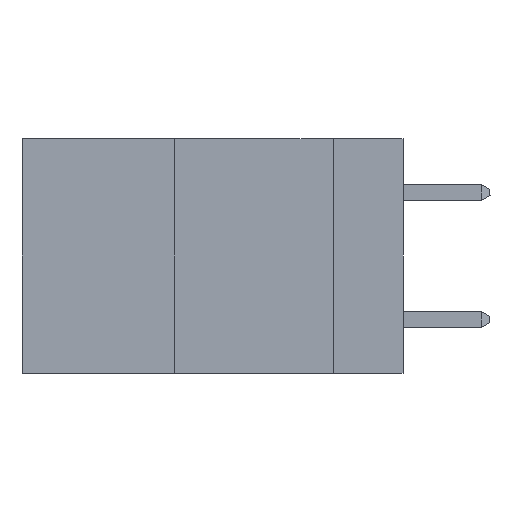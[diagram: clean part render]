
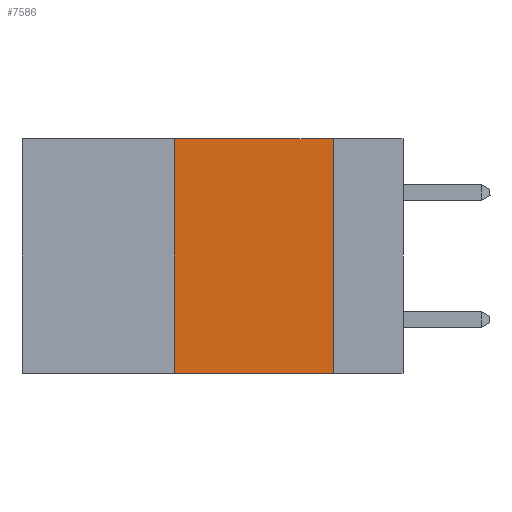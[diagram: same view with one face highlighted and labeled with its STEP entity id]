
A CAD part, left-side view. The second image highlights one B-rep face of the part: STEP entity #7586.
In plain terms, the highlighted planar face has unit normal (-1, 0, 0).
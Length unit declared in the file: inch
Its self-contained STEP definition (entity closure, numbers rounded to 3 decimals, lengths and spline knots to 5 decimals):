
#231 = VERTEX_POINT ( 'NONE', #5930 ) ;
#1506 = CARTESIAN_POINT ( 'NONE',  ( 0., 0.11, -0.37 ) ) ;
#2639 = EDGE_CURVE ( 'NONE', #12877, #11172, #17539, .T. ) ;
#2907 = LINE ( 'NONE', #5942, #3489 ) ;
#3030 = CARTESIAN_POINT ( 'NONE',  ( 0., 0.6, 0. ) ) ;
#3104 = ORIENTED_EDGE ( 'NONE', *, *, #17890, .F. ) ;
#3489 = VECTOR ( 'NONE', #8769, 39.37008 ) ;
#3722 = DIRECTION ( 'NONE',  ( 0., -1., 0. ) ) ;
#3853 = AXIS2_PLACEMENT_3D ( 'NONE', #3030, #4693, #17870 ) ;
#3949 = CARTESIAN_POINT ( 'NONE',  ( 0., 0.36, 0. ) ) ;
#4693 = DIRECTION ( 'NONE',  ( 1., 0., 0. ) ) ;
#4784 = ORIENTED_EDGE ( 'NONE', *, *, #4849, .F. ) ;
#4849 = EDGE_CURVE ( 'NONE', #13005, #11172, #2907, .T. ) ;
#4914 = CARTESIAN_POINT ( 'NONE',  ( 0., 0.11, 0. ) ) ;
#5810 = CARTESIAN_POINT ( 'NONE',  ( 0., 0.36, -0.37 ) ) ;
#5930 = CARTESIAN_POINT ( 'NONE',  ( 0., 0.36, 0. ) ) ;
#5942 = CARTESIAN_POINT ( 'NONE',  ( 0., 0.11, 0. ) ) ;
#5974 = FACE_OUTER_BOUND ( 'NONE', #11753, .T. ) ;
#6493 = ORIENTED_EDGE ( 'NONE', *, *, #9253, .F. ) ;
#7296 = CARTESIAN_POINT ( 'NONE',  ( 0., 0.6, -0.37 ) ) ;
#7586 = ADVANCED_FACE ( 'NONE', ( #5974 ), #11925, .F. ) ;
#8500 = CARTESIAN_POINT ( 'NONE',  ( 0., 0.6, 0. ) ) ;
#8769 = DIRECTION ( 'NONE',  ( 0., 0., -1. ) ) ;
#9253 = EDGE_CURVE ( 'NONE', #12877, #231, #10193, .T. ) ;
#9904 = DIRECTION ( 'NONE',  ( 0., 0., 1. ) ) ;
#10193 = LINE ( 'NONE', #3949, #14493 ) ;
#11172 = VERTEX_POINT ( 'NONE', #1506 ) ;
#11753 = EDGE_LOOP ( 'NONE', ( #4784, #3104, #6493, #15129 ) ) ;
#11925 = PLANE ( 'NONE',  #3853 ) ;
#12515 = LINE ( 'NONE', #8500, #15317 ) ;
#12877 = VERTEX_POINT ( 'NONE', #5810 ) ;
#13005 = VERTEX_POINT ( 'NONE', #4914 ) ;
#13247 = DIRECTION ( 'NONE',  ( 0., -1., 0. ) ) ;
#14493 = VECTOR ( 'NONE', #9904, 39.37008 ) ;
#15129 = ORIENTED_EDGE ( 'NONE', *, *, #2639, .T. ) ;
#15317 = VECTOR ( 'NONE', #3722, 39.37008 ) ;
#16177 = VECTOR ( 'NONE', #13247, 39.37008 ) ;
#17539 = LINE ( 'NONE', #7296, #16177 ) ;
#17870 = DIRECTION ( 'NONE',  ( 0., 0., -1. ) ) ;
#17890 = EDGE_CURVE ( 'NONE', #231, #13005, #12515, .T. ) ;
